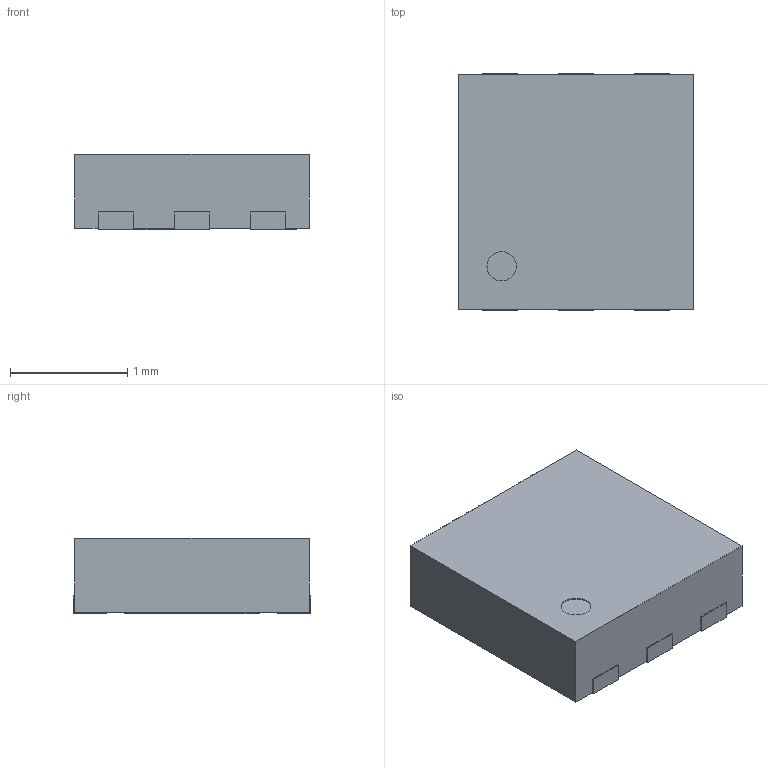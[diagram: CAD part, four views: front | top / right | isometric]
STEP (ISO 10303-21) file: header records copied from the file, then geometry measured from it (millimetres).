
FILE_DESCRIPTION(/* description */ (''),/* implementation_level */ '2;1');
FILE_NAME(/* name */ 'DIODES - U-DFN2020-6F.step',/* time_stamp */ '2023-11-01T23:29:21Z',/* author */ (''),/* organization */ (''),/* preprocessor_version */ 'ST-DEVELOPER v20',/* originating_system */ 'Autodesk Translation Framework v12.14.0.127',/* authorisation */ '');
FILE_SCHEMA (('AUTOMOTIVE_DESIGN { 1 0 10303 214 3 1 1 }'));
Length unit declared in the file: millimetre
Products named in the file (1): DIODES - U-DFN2020-6F
Bounding box: 2 x 2.02 x 0.64 mm (x, y, z)
Volume: 2.5 mm3; surface area: 13.2 mm2
Topology: 1 solids, 1 shells, 55 faces, 150 edges, 100 vertices
Faces by surface type: plane 54, cylinder 1
Full cylindrical faces by diameter (mm): 0.25 x1
Entity records: 1767 total; most frequent: CARTESIAN_POINT 306, ORIENTED_EDGE 300, DIRECTION 264, EDGE_CURVE 150, LINE 148, VECTOR 148, VERTEX_POINT 100, EDGE_LOOP 58
